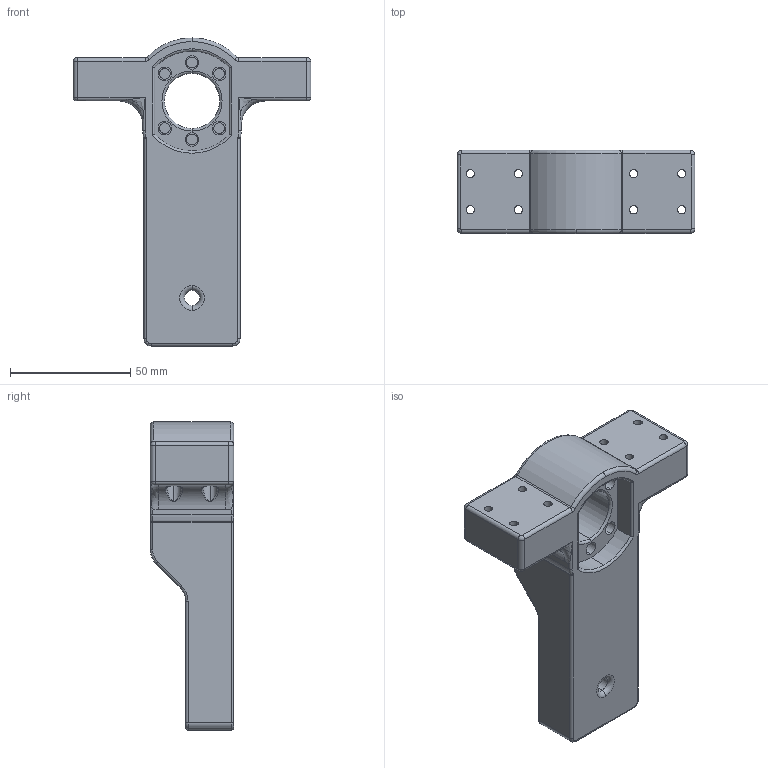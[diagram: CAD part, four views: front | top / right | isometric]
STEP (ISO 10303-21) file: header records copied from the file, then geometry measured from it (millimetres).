
FILE_DESCRIPTION (( 'STEP AP214' ), '1' );
FILE_NAME ('Z_axis.STEP', '2024-08-29T20:17:37', ( '' ), ( '' ), 'SwSTEP 2.0', 'SolidWorks 2024', '' );
FILE_SCHEMA (( 'AUTOMOTIVE_DESIGN' ));
Length unit declared in the file: millimetre
Products named in the file (1): Z_axis
Bounding box: 99 x 34.7 x 128.25 mm (x, y, z)
Volume: 148893 mm3; surface area: 29992.5 mm2
Topology: 1 solids, 1 shells, 212 faces, 495 edges, 302 vertices
Faces by surface type: cylinder 108, torus 50, plane 38, bspline 16
Entity records: 20034 total; most frequent: CARTESIAN_POINT 15092, DIRECTION 1103, ORIENTED_EDGE 982, EDGE_CURVE 491, AXIS2_PLACEMENT_3D 475, VERTEX_POINT 302, CIRCLE 278, EDGE_LOOP 253
